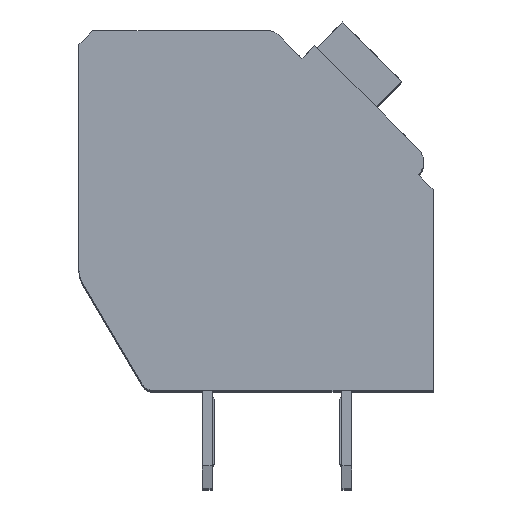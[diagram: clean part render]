
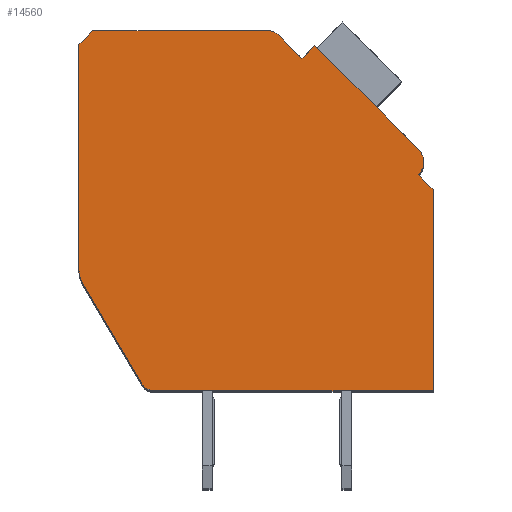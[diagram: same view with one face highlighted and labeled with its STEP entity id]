
A CAD part, top view. The second image highlights one B-rep face of the part: STEP entity #14560.
In plain terms, the highlighted planar face has unit normal (0, 0, 1).
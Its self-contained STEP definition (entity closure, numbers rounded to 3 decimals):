
#338=DIRECTION('',(0.,-1.,0.));
#339=VECTOR('',#338,8.053);
#340=CARTESIAN_POINT('',(-12.7,12.4,2.1));
#341=LINE('',#340,#339);
#342=DIRECTION('',(-0.707,-0.707,0.));
#343=VECTOR('',#342,0.707);
#344=CARTESIAN_POINT('',(-12.2,12.9,2.1));
#345=LINE('',#344,#343);
#346=DIRECTION('',(-1.,0.,0.));
#347=VECTOR('',#346,6.298);
#348=CARTESIAN_POINT('',(-5.902,12.9,2.1));
#349=LINE('',#348,#347);
#350=CARTESIAN_POINT('',(-5.902,12.4,2.1));
#351=DIRECTION('',(0.,0.,1.));
#352=DIRECTION('',(0.707,0.707,0.));
#353=AXIS2_PLACEMENT_3D('',#350,#351,#352);
#355=DIRECTION('',(-0.707,0.707,0.));
#356=VECTOR('',#355,1.197);
#357=CARTESIAN_POINT('',(-4.702,11.907,2.1));
#358=LINE('',#357,#356);
#359=DIRECTION('',(-0.707,-0.707,0.));
#360=VECTOR('',#359,0.65);
#361=CARTESIAN_POINT('',(-4.243,12.367,2.1));
#362=LINE('',#361,#360);
#363=DIRECTION('',(-0.707,0.707,0.));
#364=VECTOR('',#363,5.25);
#365=CARTESIAN_POINT('',(-0.53,8.655,2.1));
#366=LINE('',#365,#364);
#367=CARTESIAN_POINT('',(-0.99,8.195,2.1));
#368=DIRECTION('',(0.,0.,1.));
#369=DIRECTION('',(0.707,-0.707,0.));
#370=AXIS2_PLACEMENT_3D('',#367,#368,#369);
#372=DIRECTION('',(-0.707,0.707,0.));
#373=VECTOR('',#372,0.75);
#374=CARTESIAN_POINT('',(0.,7.205,2.1));
#375=LINE('',#374,#373);
#376=DIRECTION('',(0.,1.,0.));
#377=VECTOR('',#376,7.205);
#378=CARTESIAN_POINT('',(0.,0.,2.1));
#379=LINE('',#378,#377);
#380=DIRECTION('',(1.,0.,0.));
#381=VECTOR('',#380,10.014);
#382=CARTESIAN_POINT('',(-10.014,0.,2.1));
#383=LINE('',#382,#381);
#384=CARTESIAN_POINT('',(-10.014,0.5,2.1));
#385=DIRECTION('',(0.,0.,1.));
#386=DIRECTION('',(-0.862,-0.508,0.));
#387=AXIS2_PLACEMENT_3D('',#384,#385,#386);
#389=DIRECTION('',(0.508,-0.862,0.));
#390=VECTOR('',#389,4.17);
#391=CARTESIAN_POINT('',(-12.562,3.839,2.1));
#392=LINE('',#391,#390);
#393=CARTESIAN_POINT('',(-11.7,4.347,2.1));
#394=DIRECTION('',(0.,0.,1.));
#395=DIRECTION('',(-1.,0.,0.));
#396=AXIS2_PLACEMENT_3D('',#393,#394,#395);
#10909=CARTESIAN_POINT('',(-12.7,12.4,2.1));
#10910=CARTESIAN_POINT('',(-12.7,4.347,2.1));
#10911=VERTEX_POINT('',#10909);
#10912=VERTEX_POINT('',#10910);
#10913=CARTESIAN_POINT('',(-12.562,3.839,2.1));
#10914=VERTEX_POINT('',#10913);
#10915=CARTESIAN_POINT('',(-10.445,0.246,2.1));
#10916=VERTEX_POINT('',#10915);
#10917=CARTESIAN_POINT('',(-10.014,0.,2.1));
#10918=VERTEX_POINT('',#10917);
#10919=CARTESIAN_POINT('',(0.,0.,2.1));
#10920=VERTEX_POINT('',#10919);
#10921=CARTESIAN_POINT('',(0.,7.205,2.1));
#10922=VERTEX_POINT('',#10921);
#10923=CARTESIAN_POINT('',(-0.53,7.735,2.1));
#10924=VERTEX_POINT('',#10923);
#10925=CARTESIAN_POINT('',(-0.53,8.655,2.1));
#10926=VERTEX_POINT('',#10925);
#10927=CARTESIAN_POINT('',(-4.243,12.367,2.1));
#10928=VERTEX_POINT('',#10927);
#10929=CARTESIAN_POINT('',(-4.702,11.907,2.1));
#10930=VERTEX_POINT('',#10929);
#10931=CARTESIAN_POINT('',(-5.548,12.754,2.1));
#10932=VERTEX_POINT('',#10931);
#10933=CARTESIAN_POINT('',(-5.902,12.9,2.1));
#10934=VERTEX_POINT('',#10933);
#10935=CARTESIAN_POINT('',(-12.2,12.9,2.1));
#10936=VERTEX_POINT('',#10935);
#14527=CARTESIAN_POINT('',(0.,0.,2.1));
#14528=DIRECTION('',(0.,0.,1.));
#14529=DIRECTION('',(1.,0.,0.));
#14530=AXIS2_PLACEMENT_3D('',#14527,#14528,#14529);
#14531=PLANE('',#14530);
#14532=ORIENTED_EDGE('',*,*,#14234,.F.);
#14534=ORIENTED_EDGE('',*,*,#14533,.F.);
#14536=ORIENTED_EDGE('',*,*,#14535,.F.);
#14538=ORIENTED_EDGE('',*,*,#14537,.F.);
#14540=ORIENTED_EDGE('',*,*,#14539,.F.);
#14542=ORIENTED_EDGE('',*,*,#14541,.F.);
#14544=ORIENTED_EDGE('',*,*,#14543,.F.);
#14546=ORIENTED_EDGE('',*,*,#14545,.F.);
#14548=ORIENTED_EDGE('',*,*,#14547,.F.);
#14550=ORIENTED_EDGE('',*,*,#14549,.F.);
#14552=ORIENTED_EDGE('',*,*,#14551,.F.);
#14554=ORIENTED_EDGE('',*,*,#14553,.F.);
#14556=ORIENTED_EDGE('',*,*,#14555,.F.);
#14557=ORIENTED_EDGE('',*,*,#14355,.F.);
#14558=EDGE_LOOP('',(#14532,#14534,#14536,#14538,#14540,#14542,#14544,#14546,
#14548,#14550,#14552,#14554,#14556,#14557));
#14559=FACE_OUTER_BOUND('',#14558,.F.);
#354=CIRCLE('',#353,0.5);
#371=CIRCLE('',#370,0.65);
#388=CIRCLE('',#387,0.5);
#397=CIRCLE('',#396,1.);
#14234=EDGE_CURVE('',#10911,#10912,#341,.T.);
#14355=EDGE_CURVE('',#10912,#10914,#397,.T.);
#14533=EDGE_CURVE('',#10936,#10911,#345,.T.);
#14535=EDGE_CURVE('',#10934,#10936,#349,.T.);
#14537=EDGE_CURVE('',#10932,#10934,#354,.T.);
#14539=EDGE_CURVE('',#10930,#10932,#358,.T.);
#14541=EDGE_CURVE('',#10928,#10930,#362,.T.);
#14543=EDGE_CURVE('',#10926,#10928,#366,.T.);
#14545=EDGE_CURVE('',#10924,#10926,#371,.T.);
#14547=EDGE_CURVE('',#10922,#10924,#375,.T.);
#14549=EDGE_CURVE('',#10920,#10922,#379,.T.);
#14551=EDGE_CURVE('',#10918,#10920,#383,.T.);
#14553=EDGE_CURVE('',#10916,#10918,#388,.T.);
#14555=EDGE_CURVE('',#10914,#10916,#392,.T.);
#14560=ADVANCED_FACE('',(#14559),#14531,.T.);
